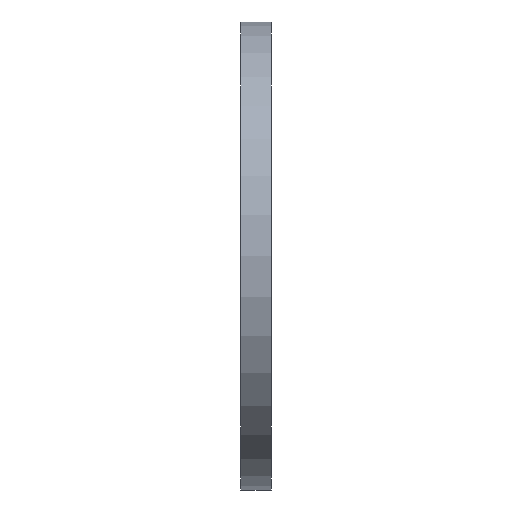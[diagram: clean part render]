
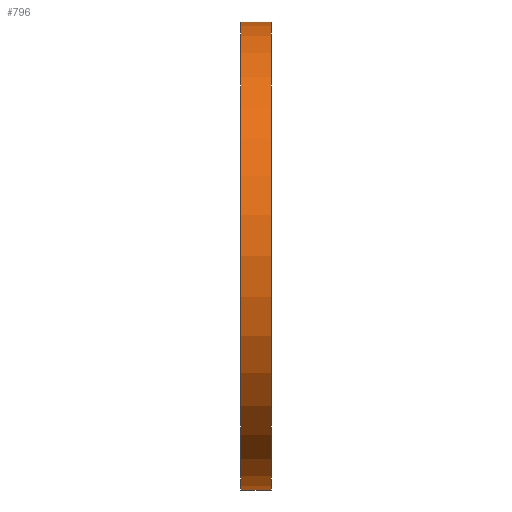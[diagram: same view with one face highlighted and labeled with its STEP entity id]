
A CAD part, left-side view. The second image highlights one B-rep face of the part: STEP entity #796.
In plain terms, the highlighted cylindrical face has radius 197.5 mm (diameter 395 mm), a partial arc.
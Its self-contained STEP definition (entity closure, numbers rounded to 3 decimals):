
#32 = LINE ( 'NONE', #152, #458 ) ;
#56 = CARTESIAN_POINT ( 'NONE',  ( 0., 0., 197.5 ) ) ;
#61 = DIRECTION ( 'NONE',  ( 0., 1., 0. ) ) ;
#97 = ORIENTED_EDGE ( 'NONE', *, *, #1038, .T. ) ;
#122 = AXIS2_PLACEMENT_3D ( 'NONE', #797, #979, #164 ) ;
#140 = DIRECTION ( 'NONE',  ( 0., 1., 0. ) ) ;
#144 = VERTEX_POINT ( 'NONE', #235 ) ;
#152 = CARTESIAN_POINT ( 'NONE',  ( 0., 34.695, 197.5 ) ) ;
#164 = DIRECTION ( 'NONE',  ( 0., 0., 1. ) ) ;
#213 = CARTESIAN_POINT ( 'NONE',  ( 0., 26., -197.5 ) ) ;
#227 = FACE_OUTER_BOUND ( 'NONE', #1011, .T. ) ;
#235 = CARTESIAN_POINT ( 'NONE',  ( 0., 0., -197.5 ) ) ;
#365 = AXIS2_PLACEMENT_3D ( 'NONE', #700, #61, #1156 ) ;
#458 = VECTOR ( 'NONE', #140, 1000. ) ;
#543 = ORIENTED_EDGE ( 'NONE', *, *, #715, .T. ) ;
#596 = CARTESIAN_POINT ( 'NONE',  ( 0., 34.695, 0. ) ) ;
#598 = VERTEX_POINT ( 'NONE', #213 ) ;
#603 = DIRECTION ( 'NONE',  ( 0., 0., 1. ) ) ;
#626 = EDGE_CURVE ( 'NONE', #144, #598, #949, .T. ) ;
#628 = VERTEX_POINT ( 'NONE', #1019 ) ;
#690 = CIRCLE ( 'NONE', #122, 197.5 ) ;
#691 = CYLINDRICAL_SURFACE ( 'NONE', #1108, 197.5 ) ;
#700 = CARTESIAN_POINT ( 'NONE',  ( 0., 0., 0. ) ) ;
#701 = VECTOR ( 'NONE', #1120, 1000. ) ;
#715 = EDGE_CURVE ( 'NONE', #970, #628, #32, .T. ) ;
#796 = ADVANCED_FACE ( 'NONE', ( #227 ), #691, .T. ) ;
#797 = CARTESIAN_POINT ( 'NONE',  ( 0., 26., 0. ) ) ;
#847 = CARTESIAN_POINT ( 'NONE',  ( 0., 34.695, -197.5 ) ) ;
#862 = ORIENTED_EDGE ( 'NONE', *, *, #930, .F. ) ;
#875 = CIRCLE ( 'NONE', #365, 197.5 ) ;
#930 = EDGE_CURVE ( 'NONE', #598, #628, #690, .T. ) ;
#949 = LINE ( 'NONE', #847, #701 ) ;
#970 = VERTEX_POINT ( 'NONE', #56 ) ;
#979 = DIRECTION ( 'NONE',  ( 0., 1., 0. ) ) ;
#1011 = EDGE_LOOP ( 'NONE', ( #1052, #97, #543, #862 ) ) ;
#1019 = CARTESIAN_POINT ( 'NONE',  ( 0., 26., 197.5 ) ) ;
#1038 = EDGE_CURVE ( 'NONE', #144, #970, #875, .T. ) ;
#1052 = ORIENTED_EDGE ( 'NONE', *, *, #626, .F. ) ;
#1108 = AXIS2_PLACEMENT_3D ( 'NONE', #596, #1150, #603 ) ;
#1120 = DIRECTION ( 'NONE',  ( 0., 1., 0. ) ) ;
#1150 = DIRECTION ( 'NONE',  ( 0., 1., 0. ) ) ;
#1156 = DIRECTION ( 'NONE',  ( 0., 0., 1. ) ) ;
